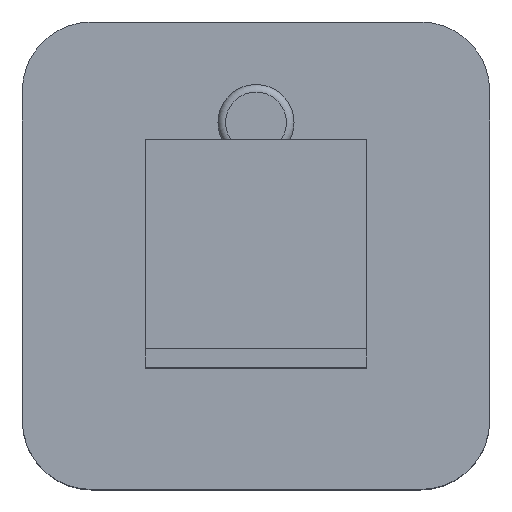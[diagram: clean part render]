
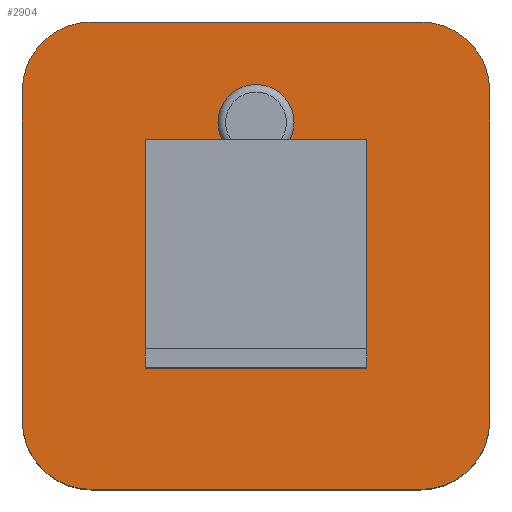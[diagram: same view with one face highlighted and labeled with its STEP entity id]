
A CAD part, top view. The second image highlights one B-rep face of the part: STEP entity #2904.
In plain terms, the highlighted planar face has unit normal (0, 0, 1).
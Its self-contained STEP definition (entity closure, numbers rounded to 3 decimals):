
#122=FACE_BOUND('',#573,.T.);
#123=FACE_BOUND('',#574,.T.);
#220=PLANE('',#3190);
#372=FACE_OUTER_BOUND('',#572,.T.);
#572=EDGE_LOOP('',(#2695,#2696,#2697,#2698,#2699,#2700,#2701,#2702));
#573=EDGE_LOOP('',(#2703,#2704,#2705,#2706));
#574=EDGE_LOOP('',(#2707));
#805=LINE('',#4673,#1089);
#810=LINE('',#4687,#1094);
#847=LINE('',#4801,#1131);
#850=LINE('',#4809,#1134);
#856=LINE('',#4825,#1140);
#859=LINE('',#4833,#1143);
#1089=VECTOR('',#3830,10.);
#1094=VECTOR('',#3843,10.);
#1131=VECTOR('',#3952,10.);
#1134=VECTOR('',#3961,10.);
#1140=VECTOR('',#3983,10.);
#1143=VECTOR('',#3992,10.);
#1237=CIRCLE('',#3135,4.);
#1239=CIRCLE('',#3139,3.);
#1251=CIRCLE('',#3163,3.);
#1259=CIRCLE('',#3175,5.44);
#1260=CIRCLE('',#3178,5.44);
#1261=CIRCLE('',#3186,5.44);
#1262=CIRCLE('',#3189,5.44);
#1473=VERTEX_POINT('',#4671);
#1474=VERTEX_POINT('',#4672);
#1477=VERTEX_POINT('',#4680);
#1479=VERTEX_POINT('',#4686);
#1507=VERTEX_POINT('',#4767);
#1519=VERTEX_POINT('',#4797);
#1520=VERTEX_POINT('',#4799);
#1521=VERTEX_POINT('',#4803);
#1522=VERTEX_POINT('',#4807);
#1523=VERTEX_POINT('',#4811);
#1524=VERTEX_POINT('',#4823);
#1525=VERTEX_POINT('',#4827);
#1526=VERTEX_POINT('',#4831);
#1842=EDGE_CURVE('',#1473,#1474,#805,.T.);
#1846=EDGE_CURVE('',#1477,#1473,#1237,.T.);
#1849=EDGE_CURVE('',#1479,#1477,#810,.T.);
#1852=EDGE_CURVE('',#1474,#1479,#1239,.T.);
#1890=EDGE_CURVE('',#1507,#1507,#1251,.T.);
#1906=EDGE_CURVE('',#1519,#1520,#847,.T.);
#1908=EDGE_CURVE('',#1521,#1519,#1259,.T.);
#1910=EDGE_CURVE('',#1522,#1521,#850,.T.);
#1912=EDGE_CURVE('',#1523,#1522,#1260,.T.);
#1917=EDGE_CURVE('',#1524,#1523,#856,.T.);
#1919=EDGE_CURVE('',#1525,#1524,#1261,.T.);
#1921=EDGE_CURVE('',#1526,#1525,#859,.T.);
#1922=EDGE_CURVE('',#1520,#1526,#1262,.T.);
#2695=ORIENTED_EDGE('',*,*,#1912,.T.);
#2696=ORIENTED_EDGE('',*,*,#1910,.T.);
#2697=ORIENTED_EDGE('',*,*,#1908,.T.);
#2698=ORIENTED_EDGE('',*,*,#1906,.T.);
#2699=ORIENTED_EDGE('',*,*,#1922,.T.);
#2700=ORIENTED_EDGE('',*,*,#1921,.T.);
#2701=ORIENTED_EDGE('',*,*,#1919,.T.);
#2702=ORIENTED_EDGE('',*,*,#1917,.T.);
#2703=ORIENTED_EDGE('',*,*,#1842,.T.);
#2704=ORIENTED_EDGE('',*,*,#1852,.T.);
#2705=ORIENTED_EDGE('',*,*,#1849,.T.);
#2706=ORIENTED_EDGE('',*,*,#1846,.T.);
#2707=ORIENTED_EDGE('',*,*,#1890,.T.);
#2904=ADVANCED_FACE('',(#372,#122,#123),#220,.T.);
#3135=AXIS2_PLACEMENT_3D('',#4681,#3836,#3837);
#3139=AXIS2_PLACEMENT_3D('',#4692,#3848,#3849);
#3163=AXIS2_PLACEMENT_3D('',#4769,#3922,#3923);
#3175=AXIS2_PLACEMENT_3D('',#4805,#3956,#3957);
#3178=AXIS2_PLACEMENT_3D('',#4813,#3965,#3966);
#3186=AXIS2_PLACEMENT_3D('',#4829,#3987,#3988);
#3189=AXIS2_PLACEMENT_3D('',#4835,#3995,#3996);
#3190=AXIS2_PLACEMENT_3D('',#4836,#3997,#3998);
#3830=DIRECTION('',(0.,-1.,0.));
#3836=DIRECTION('center_axis',(0.,0.,-1.));
#3837=DIRECTION('ref_axis',(0.,1.,0.));
#3843=DIRECTION('',(0.,-1.,0.));
#3848=DIRECTION('center_axis',(0.,0.,-1.));
#3849=DIRECTION('ref_axis',(0.,1.,0.));
#3922=DIRECTION('center_axis',(0.,0.,-1.));
#3923=DIRECTION('ref_axis',(0.,1.,0.));
#3952=DIRECTION('',(0.,1.,0.));
#3956=DIRECTION('center_axis',(0.,0.,1.));
#3957=DIRECTION('ref_axis',(0.,-1.,0.));
#3961=DIRECTION('',(1.,0.,0.));
#3965=DIRECTION('center_axis',(0.,0.,1.));
#3966=DIRECTION('ref_axis',(-1.,0.,0.));
#3983=DIRECTION('',(0.,-1.,0.));
#3987=DIRECTION('center_axis',(0.,0.,1.));
#3988=DIRECTION('ref_axis',(0.,1.,0.));
#3992=DIRECTION('',(-1.,0.,0.));
#3995=DIRECTION('center_axis',(0.,0.,1.));
#3996=DIRECTION('ref_axis',(1.,0.,0.));
#3997=DIRECTION('center_axis',(0.,0.,1.));
#3998=DIRECTION('ref_axis',(0.,1.,0.));
#4671=CARTESIAN_POINT('',(8.75,-0.53,-60.));
#4672=CARTESIAN_POINT('',(8.75,-1.53,-60.));
#4673=CARTESIAN_POINT('',(8.75,-2.53,-60.));
#4680=CARTESIAN_POINT('',(8.75,-8.53,-60.));
#4681=CARTESIAN_POINT('Origin',(8.75,-4.53,-60.));
#4686=CARTESIAN_POINT('',(8.75,-7.53,-60.));
#4687=CARTESIAN_POINT('',(8.75,-6.03,-60.));
#4692=CARTESIAN_POINT('Origin',(8.75,-4.53,-60.));
#4767=CARTESIAN_POINT('',(8.75,2.97,-60.));
#4769=CARTESIAN_POINT('Origin',(8.75,5.97,-60.));
#4797=CARTESIAN_POINT('',(27.19,-17.53,-60.));
#4799=CARTESIAN_POINT('',(27.19,8.47,-60.));
#4801=CARTESIAN_POINT('',(27.19,-17.53,-60.));
#4803=CARTESIAN_POINT('',(21.75,-22.97,-60.));
#4805=CARTESIAN_POINT('Origin',(21.75,-17.53,-60.));
#4807=CARTESIAN_POINT('',(-4.25,-22.97,-60.));
#4809=CARTESIAN_POINT('',(-4.25,-22.97,-60.));
#4811=CARTESIAN_POINT('',(-9.69,-17.53,-60.));
#4813=CARTESIAN_POINT('Origin',(-4.25,-17.53,-60.));
#4823=CARTESIAN_POINT('',(-9.69,8.47,-60.));
#4825=CARTESIAN_POINT('',(-9.69,8.47,-60.));
#4827=CARTESIAN_POINT('',(-4.25,13.91,-60.));
#4829=CARTESIAN_POINT('Origin',(-4.25,8.47,-60.));
#4831=CARTESIAN_POINT('',(21.75,13.91,-60.));
#4833=CARTESIAN_POINT('',(21.75,13.91,-60.));
#4835=CARTESIAN_POINT('Origin',(21.75,8.47,-60.));
#4836=CARTESIAN_POINT('Origin',(8.75,-4.53,-60.));
